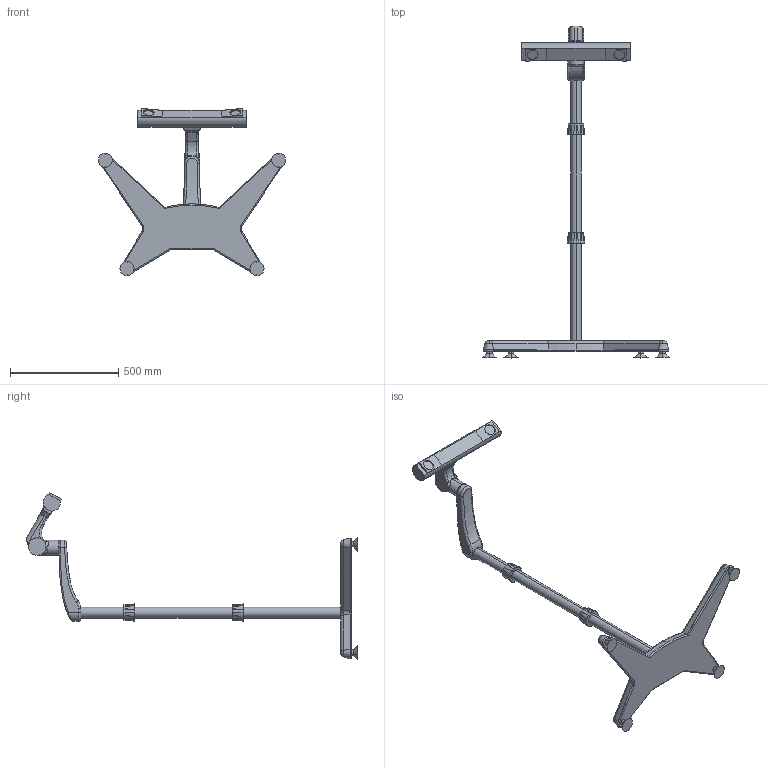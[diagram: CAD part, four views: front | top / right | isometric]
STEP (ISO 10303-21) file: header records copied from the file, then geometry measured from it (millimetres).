
FILE_DESCRIPTION (( 'STEP AP203' ), '1' );
FILE_NAME ('Surgical_camera.STEP', '2024-10-02T15:29:35', ( '' ), ( '' ), 'SwSTEP 2.0', 'SolidWorks 2022', '' );
FILE_SCHEMA (( 'CONFIG_CONTROL_DESIGN' ));
Length unit declared in the file: millimetre
Products named in the file (1): Surgical_camera
Bounding box: 865 x 1531.77 x 771.71 mm (x, y, z)
Volume: 15255375.2 mm3; surface area: 1019887.1 mm2
Topology: 3 solids, 3 shells, 276 faces, 681 edges, 416 vertices
Faces by surface type: plane 102, cylinder 82, cone 32, bspline 32, torus 28
Entity records: 10637 total; most frequent: CARTESIAN_POINT 4300, ORIENTED_EDGE 1350, DIRECTION 1287, EDGE_CURVE 675, AXIS2_PLACEMENT_3D 493, VERTEX_POINT 416, LINE 301, VECTOR 301
